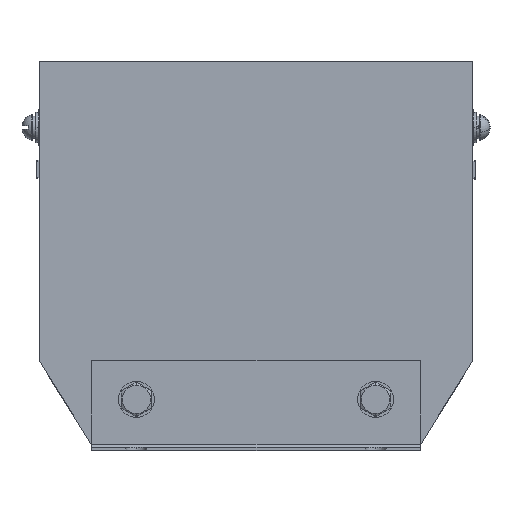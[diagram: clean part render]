
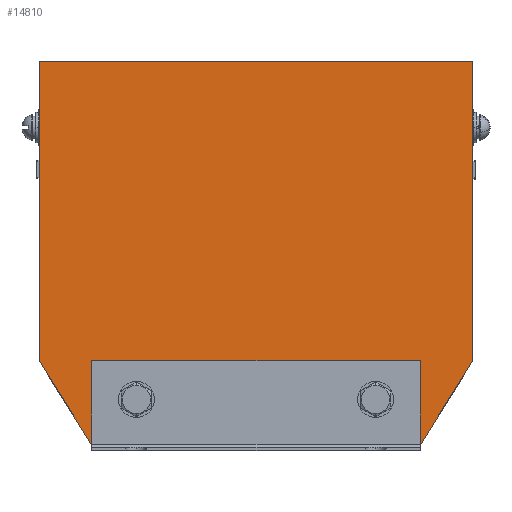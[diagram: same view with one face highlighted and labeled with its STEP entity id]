
A CAD part, top view. The second image highlights one B-rep face of the part: STEP entity #14810.
In plain terms, the highlighted planar face has unit normal (0, 0, 1).
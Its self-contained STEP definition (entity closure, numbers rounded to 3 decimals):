
#60 = LINE ( 'NONE', #6549, #17154 ) ;
#77 = VECTOR ( 'NONE', #3081, 1000. ) ;
#207 = DIRECTION ( 'NONE',  ( 0., 1., 0. ) ) ;
#323 = ORIENTED_EDGE ( 'NONE', *, *, #17047, .F. ) ;
#390 = ORIENTED_EDGE ( 'NONE', *, *, #6021, .F. ) ;
#405 = EDGE_CURVE ( 'NONE', #14490, #4350, #60, .T. ) ;
#720 = CARTESIAN_POINT ( 'NONE',  ( 15.348, 39.29, 252.422 ) ) ;
#991 = EDGE_CURVE ( 'NONE', #19506, #3554, #10524, .T. ) ;
#1057 = CARTESIAN_POINT ( 'NONE',  ( -112.152, 139.29, 252.422 ) ) ;
#1375 = LINE ( 'NONE', #7836, #17240 ) ;
#2447 = DIRECTION ( 'NONE',  ( 0., -1., 0. ) ) ;
#2471 = CARTESIAN_POINT ( 'NONE',  ( 14.848, 139.29, 252.422 ) ) ;
#3077 = EDGE_CURVE ( 'NONE', #5973, #12843, #3995, .T. ) ;
#3081 = DIRECTION ( 'NONE',  ( 0., 1., 0. ) ) ;
#3313 = VECTOR ( 'NONE', #207, 1000. ) ;
#3396 = ORIENTED_EDGE ( 'NONE', *, *, #991, .T. ) ;
#3554 = VERTEX_POINT ( 'NONE', #16468 ) ;
#3601 = LINE ( 'NONE', #10058, #17089 ) ;
#3613 = LINE ( 'NONE', #10070, #5379 ) ;
#3995 = LINE ( 'NONE', #10450, #8154 ) ;
#4350 = VERTEX_POINT ( 'NONE', #16133 ) ;
#4669 = VERTEX_POINT ( 'NONE', #12802 ) ;
#4874 = DIRECTION ( 'NONE',  ( 0.527, -0.85, 0. ) ) ;
#5379 = VECTOR ( 'NONE', #16564, 1000. ) ;
#5560 = PLANE ( 'NONE',  #19985 ) ;
#5973 = VERTEX_POINT ( 'NONE', #17334 ) ;
#6021 = EDGE_CURVE ( 'NONE', #20427, #12843, #11111, .T. ) ;
#6049 = CARTESIAN_POINT ( 'NONE',  ( 14.848, 139.29, 252.422 ) ) ;
#6146 = EDGE_CURVE ( 'NONE', #4669, #14490, #3601, .T. ) ;
#6284 = VECTOR ( 'NONE', #2447, 1000. ) ;
#6549 = CARTESIAN_POINT ( 'NONE',  ( 32.848, 39.29, 252.422 ) ) ;
#7836 = CARTESIAN_POINT ( 'NONE',  ( 14.848, 10.29, 252.422 ) ) ;
#8016 = VERTEX_POINT ( 'NONE', #16135 ) ;
#8154 = VECTOR ( 'NONE', #16970, 1000. ) ;
#8301 = LINE ( 'NONE', #14785, #3313 ) ;
#8402 = EDGE_CURVE ( 'NONE', #3554, #10826, #12929, .T. ) ;
#8937 = DIRECTION ( 'NONE',  ( 0., 0., 1. ) ) ;
#9347 = EDGE_LOOP ( 'NONE', ( #390, #10943, #19373, #10700 ) ) ;
#10058 = CARTESIAN_POINT ( 'NONE',  ( 14.848, 10.29, 252.422 ) ) ;
#10070 = CARTESIAN_POINT ( 'NONE',  ( -94.652, 11.29, 252.422 ) ) ;
#10087 = EDGE_LOOP ( 'NONE', ( #323, #13278, #14495, #15638, #3396, #12456 ) ) ;
#10450 = CARTESIAN_POINT ( 'NONE',  ( -94.652, 39.29, 252.422 ) ) ;
#10524 = LINE ( 'NONE', #17036, #6284 ) ;
#10700 = ORIENTED_EDGE ( 'NONE', *, *, #3077, .T. ) ;
#10826 = VERTEX_POINT ( 'NONE', #13450 ) ;
#10943 = ORIENTED_EDGE ( 'NONE', *, *, #13534, .F. ) ;
#11111 = LINE ( 'NONE', #17636, #77 ) ;
#12456 = ORIENTED_EDGE ( 'NONE', *, *, #8402, .T. ) ;
#12533 = DIRECTION ( 'NONE',  ( -1., 0., 0. ) ) ;
#12802 = CARTESIAN_POINT ( 'NONE',  ( 14.848, 10.29, 252.422 ) ) ;
#12843 = VERTEX_POINT ( 'NONE', #720 ) ;
#12929 = LINE ( 'NONE', #19456, #15935 ) ;
#13017 = DIRECTION ( 'NONE',  ( 0., 1., 0. ) ) ;
#13278 = ORIENTED_EDGE ( 'NONE', *, *, #6146, .T. ) ;
#13450 = CARTESIAN_POINT ( 'NONE',  ( -94.152, 10.29, 252.422 ) ) ;
#13534 = EDGE_CURVE ( 'NONE', #8016, #20427, #3613, .T. ) ;
#13638 = FACE_OUTER_BOUND ( 'NONE', #10087, .T. ) ;
#14312 = CARTESIAN_POINT ( 'NONE',  ( 15.348, 11.29, 252.422 ) ) ;
#14327 = DIRECTION ( 'NONE',  ( -1., 0., 0. ) ) ;
#14433 = EDGE_CURVE ( 'NONE', #4350, #19506, #20657, .T. ) ;
#14490 = VERTEX_POINT ( 'NONE', #18167 ) ;
#14495 = ORIENTED_EDGE ( 'NONE', *, *, #405, .T. ) ;
#14785 = CARTESIAN_POINT ( 'NONE',  ( -94.652, 11.29, 252.422 ) ) ;
#14810 = ADVANCED_FACE ( 'NONE', ( #13638, #20152 ), #5560, .T. ) ;
#15451 = DIRECTION ( 'NONE',  ( 0., -1., 0. ) ) ;
#15638 = ORIENTED_EDGE ( 'NONE', *, *, #14433, .T. ) ;
#15935 = VECTOR ( 'NONE', #4874, 1000. ) ;
#16133 = CARTESIAN_POINT ( 'NONE',  ( 32.848, 139.29, 252.422 ) ) ;
#16135 = CARTESIAN_POINT ( 'NONE',  ( -94.652, 11.29, 252.422 ) ) ;
#16468 = CARTESIAN_POINT ( 'NONE',  ( -112.152, 39.29, 252.422 ) ) ;
#16550 = DIRECTION ( 'NONE',  ( 0.527, 0.85, 0. ) ) ;
#16564 = DIRECTION ( 'NONE',  ( 1., 0., 0. ) ) ;
#16901 = VECTOR ( 'NONE', #12533, 1000. ) ;
#16970 = DIRECTION ( 'NONE',  ( 1., 0., 0. ) ) ;
#17036 = CARTESIAN_POINT ( 'NONE',  ( -112.152, 39.29, 252.422 ) ) ;
#17047 = EDGE_CURVE ( 'NONE', #4669, #10826, #1375, .T. ) ;
#17089 = VECTOR ( 'NONE', #16550, 1000. ) ;
#17154 = VECTOR ( 'NONE', #13017, 1000. ) ;
#17240 = VECTOR ( 'NONE', #14327, 1000. ) ;
#17334 = CARTESIAN_POINT ( 'NONE',  ( -94.652, 39.29, 252.422 ) ) ;
#17446 = EDGE_CURVE ( 'NONE', #8016, #5973, #8301, .T. ) ;
#17636 = CARTESIAN_POINT ( 'NONE',  ( 15.348, 11.29, 252.422 ) ) ;
#18167 = CARTESIAN_POINT ( 'NONE',  ( 32.848, 39.29, 252.422 ) ) ;
#19373 = ORIENTED_EDGE ( 'NONE', *, *, #17446, .T. ) ;
#19456 = CARTESIAN_POINT ( 'NONE',  ( -94.152, 10.29, 252.422 ) ) ;
#19506 = VERTEX_POINT ( 'NONE', #1057 ) ;
#19985 = AXIS2_PLACEMENT_3D ( 'NONE', #2471, #8937, #15451 ) ;
#20152 = FACE_BOUND ( 'NONE', #9347, .T. ) ;
#20427 = VERTEX_POINT ( 'NONE', #14312 ) ;
#20657 = LINE ( 'NONE', #6049, #16901 ) ;
